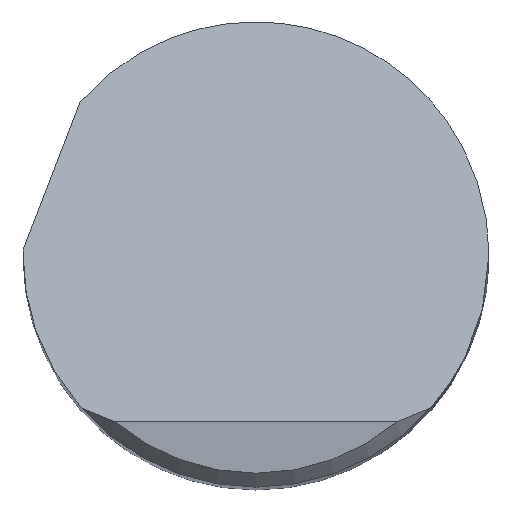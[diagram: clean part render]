
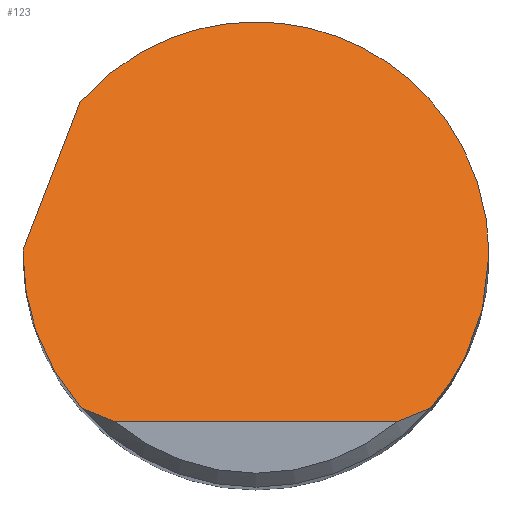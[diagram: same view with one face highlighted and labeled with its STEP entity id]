
A CAD part, top view. The second image highlights one B-rep face of the part: STEP entity #123.
In plain terms, the highlighted planar face has unit normal (0, 0.707, 0.707).
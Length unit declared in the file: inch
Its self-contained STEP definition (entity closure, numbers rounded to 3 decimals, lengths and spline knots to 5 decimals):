
#12 = CARTESIAN_POINT ( 'NONE',  ( -0.24995, 0.005, 2.815 ) ) ;
#18 = CARTESIAN_POINT ( 'NONE',  ( 0.16367, -0.17542, 2.99542 ) ) ;
#19 = EDGE_CURVE ( 'NONE', #436, #105, #461, .T. ) ;
#22 = EDGE_CURVE ( 'NONE', #74, #226, #627, .T. ) ;
#25 = FACE_OUTER_BOUND ( 'NONE', #399, .T. ) ;
#35 = CARTESIAN_POINT ( 'NONE',  ( -0.22834, -0.11887, 2.93887 ) ) ;
#39 = DIRECTION ( 'NONE',  ( 0.263, 0.682, -0.682 ) ) ;
#46 = ORIENTED_EDGE ( 'NONE', *, *, #22, .F. ) ;
#57 = VERTEX_POINT ( 'NONE', #483 ) ;
#65 = EDGE_CURVE ( 'NONE', #57, #105, #240, .T. ) ;
#74 = VERTEX_POINT ( 'NONE', #12 ) ;
#77 = ORIENTED_EDGE ( 'NONE', *, *, #213, .T. ) ;
#84 = CARTESIAN_POINT ( 'NONE',  ( 0., -0.18, 3. ) ) ;
#104 = CARTESIAN_POINT ( 'NONE',  ( -0.31638, -0.1672, 2.9872 ) ) ;
#105 = VERTEX_POINT ( 'NONE', #583 ) ;
#116 = CARTESIAN_POINT ( 'NONE',  ( -0.15108, -0.18, 3. ) ) ;
#123 = ADVANCED_FACE ( 'NONE', ( #25 ), #492, .F. ) ;
#135 = CARTESIAN_POINT ( 'NONE',  ( -0.18782, -0.165, 2.985 ) ) ;
#139 = DIRECTION ( 'NONE',  ( 1., 0., 0. ) ) ;
#143 = EDGE_CURVE ( 'NONE', #190, #177, #153, .T. ) ;
#153 = B_SPLINE_CURVE_WITH_KNOTS ( 'NONE', 3,
 ( #231, #266, #372, #475 ),
 .UNSPECIFIED., .F., .F.,
 ( 4, 4 ),
 ( 0., 0.00108 ),
 .UNSPECIFIED. ) ;
#155 = ORIENTED_EDGE ( 'NONE', *, *, #202, .F. ) ;
#166 = CARTESIAN_POINT ( 'NONE',  ( -0.18855, 0.16416, 2.65584 ) ) ;
#177 = VERTEX_POINT ( 'NONE', #116 ) ;
#178 = CARTESIAN_POINT ( 'NONE',  ( -0.18855, 0.16416, 2.65584 ) ) ;
#190 = VERTEX_POINT ( 'NONE', #135 ) ;
#198 = CARTESIAN_POINT ( 'NONE',  ( -0.25, 0.00167, 2.81833 ) ) ;
#201 = ORIENTED_EDGE ( 'NONE', *, *, #671, .F. ) ;
#202 = EDGE_CURVE ( 'NONE', #190, #349, #485, .T. ) ;
#213 = EDGE_CURVE ( 'NONE', #177, #57, #593, .T. ) ;
#226 = VERTEX_POINT ( 'NONE', #178 ) ;
#231 = CARTESIAN_POINT ( 'NONE',  ( -0.18782, -0.165, 2.985 ) ) ;
#236 = DIRECTION ( 'NONE',  ( 0., -0.707, -0.707 ) ) ;
#240 = B_SPLINE_CURVE_WITH_KNOTS ( 'NONE', 3,
 ( #480, #18, #487, #380 ),
 .UNSPECIFIED., .F., .F.,
 ( 4, 4 ),
 ( 0., 0.00108 ),
 .UNSPECIFIED. ) ;
#245 = CARTESIAN_POINT ( 'NONE',  ( -0.25, -0.06141, 2.88141 ) ) ;
#266 = CARTESIAN_POINT ( 'NONE',  ( -0.17589, -0.1704, 2.9904 ) ) ;
#332 = CARTESIAN_POINT ( 'NONE',  ( -0.25, -0.18, 3. ) ) ;
#335 = DIRECTION ( 'NONE',  ( 0., 0.707, -0.707 ) ) ;
#349 = VERTEX_POINT ( 'NONE', #499 ) ;
#359 = CARTESIAN_POINT ( 'NONE',  ( 0.22834, -0.11887, 2.93887 ) ) ;
#370 = ORIENTED_EDGE ( 'NONE', *, *, #143, .T. ) ;
#371 = CARTESIAN_POINT ( 'NONE',  ( 0.25, 0., 2.82 ) ) ;
#372 = CARTESIAN_POINT ( 'NONE',  ( -0.16367, -0.17542, 2.99542 ) ) ;
#374 = CARTESIAN_POINT ( 'NONE',  ( 0.18782, -0.165, 2.985 ) ) ;
#376 = VECTOR ( 'NONE', #139, 39.37008 ) ;
#380 = CARTESIAN_POINT ( 'NONE',  ( 0.18782, -0.165, 2.985 ) ) ;
#392 = ORIENTED_EDGE ( 'NONE', *, *, #19, .F. ) ;
#393 = CARTESIAN_POINT ( 'NONE',  ( -0.18782, -0.165, 2.985 ) ) ;
#397 = AXIS2_PLACEMENT_3D ( 'NONE', #332, #236, #335 ) ;
#399 = EDGE_LOOP ( 'NONE', ( #77, #420, #392, #201, #46, #451, #155, #370 ) ) ;
#420 = ORIENTED_EDGE ( 'NONE', *, *, #65, .T. ) ;
#421 = CARTESIAN_POINT ( 'NONE',  ( -0.0078, 0.37177, 2.44823 ) ) ;
#425 = CARTESIAN_POINT ( 'NONE',  ( 0.25, 0., 2.82 ) ) ;
#436 = VERTEX_POINT ( 'NONE', #648 ) ;
#451 = ORIENTED_EDGE ( 'NONE', *, *, #481, .F. ) ;
#459 = CARTESIAN_POINT ( 'NONE',  ( -0.25, 0., 2.82 ) ) ;
#461 =( BOUNDED_CURVE ( )  B_SPLINE_CURVE ( 3, ( #425, #612, #359, #374 ),
 .UNSPECIFIED., .F., .F. ) 
 B_SPLINE_CURVE_WITH_KNOTS ( ( 4, 4 ),
 ( 1.5708, 2.29162 ),
 .UNSPECIFIED. ) 
 CURVE ( )  GEOMETRIC_REPRESENTATION_ITEM ( )  RATIONAL_B_SPLINE_CURVE ( ( 1., 0.957, 0.957, 1. ) ) 
 REPRESENTATION_ITEM ( '' )  );
#475 = CARTESIAN_POINT ( 'NONE',  ( -0.15108, -0.18, 3. ) ) ;
#480 = CARTESIAN_POINT ( 'NONE',  ( 0.15108, -0.18, 3. ) ) ;
#481 = EDGE_CURVE ( 'NONE', #349, #74, #652, .T. ) ;
#483 = CARTESIAN_POINT ( 'NONE',  ( 0.15108, -0.18, 3. ) ) ;
#485 =( BOUNDED_CURVE ( )  B_SPLINE_CURVE ( 3, ( #393, #35, #245, #553 ),
 .UNSPECIFIED., .F., .F. ) 
 B_SPLINE_CURVE_WITH_KNOTS ( ( 4, 4 ),
 ( 3.99157, 4.71239 ),
 .UNSPECIFIED. ) 
 CURVE ( )  GEOMETRIC_REPRESENTATION_ITEM ( )  RATIONAL_B_SPLINE_CURVE ( ( 1., 0.957, 0.957, 1. ) ) 
 REPRESENTATION_ITEM ( '' )  );
#487 = CARTESIAN_POINT ( 'NONE',  ( 0.17589, -0.1704, 2.9904 ) ) ;
#492 = PLANE ( 'NONE',  #397 ) ;
#499 = CARTESIAN_POINT ( 'NONE',  ( -0.25, 0., 2.82 ) ) ;
#513 = CARTESIAN_POINT ( 'NONE',  ( -0.24998, 0.00333, 2.81667 ) ) ;
#522 = CARTESIAN_POINT ( 'NONE',  ( 0.25, 0.27527, 2.54473 ) ) ;
#553 = CARTESIAN_POINT ( 'NONE',  ( -0.25, 0., 2.82 ) ) ;
#561 = CARTESIAN_POINT ( 'NONE',  ( -0.24995, 0.005, 2.815 ) ) ;
#583 = CARTESIAN_POINT ( 'NONE',  ( 0.18782, -0.165, 2.985 ) ) ;
#593 = LINE ( 'NONE', #84, #376 ) ;
#612 = CARTESIAN_POINT ( 'NONE',  ( 0.25, -0.06141, 2.88141 ) ) ;
#627 = LINE ( 'NONE', #104, #646 ) ;
#646 = VECTOR ( 'NONE', #39, 39.37008 ) ;
#648 = CARTESIAN_POINT ( 'NONE',  ( 0.25, 0., 2.82 ) ) ;
#652 =( BOUNDED_CURVE ( )  B_SPLINE_CURVE ( 3, ( #459, #198, #513, #561 ),
 .UNSPECIFIED., .F., .F. ) 
 B_SPLINE_CURVE_WITH_KNOTS ( ( 4, 4 ),
 ( 4.71239, 4.73239 ),
 .UNSPECIFIED. ) 
 CURVE ( )  GEOMETRIC_REPRESENTATION_ITEM ( )  RATIONAL_B_SPLINE_CURVE ( ( 1., 1., 1., 1. ) ) 
 REPRESENTATION_ITEM ( '' )  );
#657 =( BOUNDED_CURVE ( )  B_SPLINE_CURVE ( 3, ( #166, #421, #522, #371 ),
 .UNSPECIFIED., .F., .F. ) 
 B_SPLINE_CURVE_WITH_KNOTS ( ( 4, 4 ),
 ( 5.42872, 7.85398 ),
 .UNSPECIFIED. ) 
 CURVE ( )  GEOMETRIC_REPRESENTATION_ITEM ( )  RATIONAL_B_SPLINE_CURVE ( ( 1., 0.567, 0.567, 1. ) ) 
 REPRESENTATION_ITEM ( '' )  );
#671 = EDGE_CURVE ( 'NONE', #226, #436, #657, .T. ) ;
